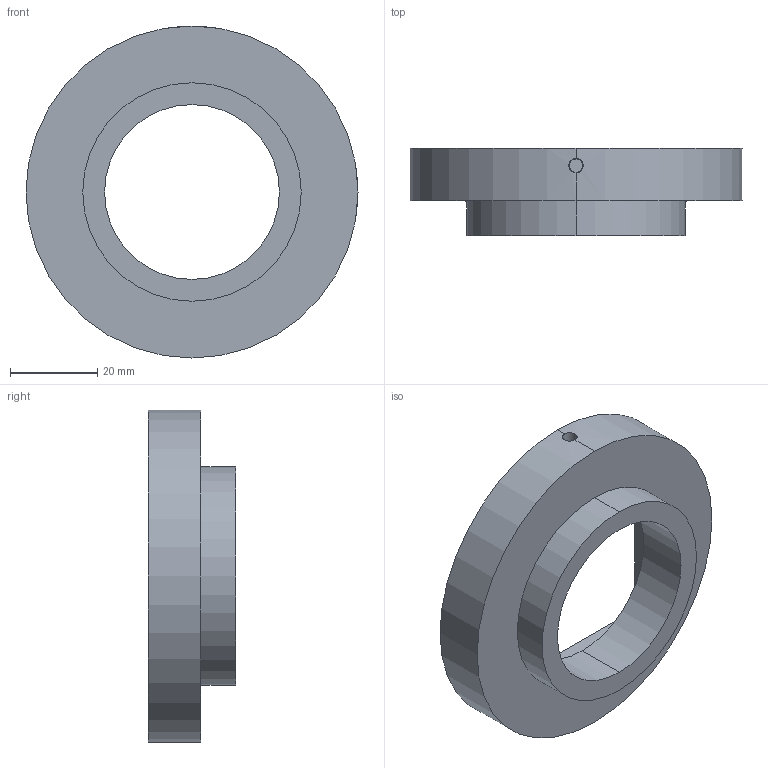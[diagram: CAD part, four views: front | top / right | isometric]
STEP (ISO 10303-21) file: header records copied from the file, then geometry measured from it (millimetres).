
FILE_DESCRIPTION (( 'STEP AP203' ), '1' );
FILE_NAME ('MAD25-S2C-50.STEP', '2022-07-15T00:56:34', ( '' ), ( '' ), 'SwSTEP 2.0', 'SolidWorks 2021', '' );
FILE_SCHEMA (( 'CONFIG_CONTROL_DESIGN' ));
Length unit declared in the file: millimetre
Products named in the file (1): MAD25-S2C-50
Bounding box: 76 x 20 x 76 mm (x, y, z)
Surface area: 14116.3 mm2 (no closed solid volume)
Topology: 0 solids, 5 shells, 55 faces, 383 edges, 332 vertices
Faces by surface type: plane 34, cylinder 21
Entity records: 3762 total; most frequent: CARTESIAN_POINT 877, DIRECTION 527, ORIENTED_EDGE 488, EDGE_CURVE 383, LINE 339, VECTOR 339, VERTEX_POINT 332, AXIS2_PLACEMENT_3D 94
